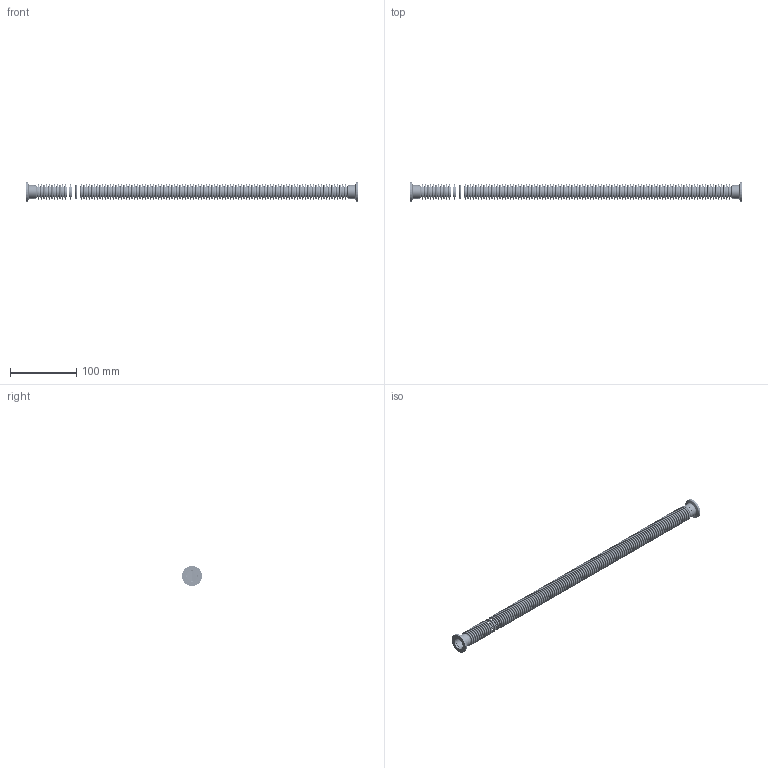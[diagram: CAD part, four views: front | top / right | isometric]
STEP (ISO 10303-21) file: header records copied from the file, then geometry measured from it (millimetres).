
FILE_DESCRIPTION (( 'STEP AP214' ), '1' );
FILE_NAME ('120SWD016-0500.stp', '2017-05-03T09:16:19', ( '' ), ( '' ), 'SwSTEP 2.0', 'SolidWorks 2015', '' );
FILE_SCHEMA (( 'AUTOMOTIVE_DESIGN' ));
Length unit declared in the file: millimetre
Products named in the file (1): 120SWD016-0500
Bounding box: 500 x 30 x 30 mm (x, y, z)
Volume: 15408.9 mm3; surface area: 133999.1 mm2
Topology: 116 solids, 117 shells, 3922 faces, 7844 edges, 4611 vertices
Faces by surface type: torus 1836, cylinder 1392, plane 690, cone 4
Entity records: 151877 total; most frequent: DIRECTION 22714, CARTESIAN_POINT 16805, ORIENTED_EDGE 16096, AXIS2_PLACEMENT_3D 10641, EDGE_CURVE 8048, CIRCLE 6616, VERTEX_POINT 4732, EDGE_LOOP 4732
